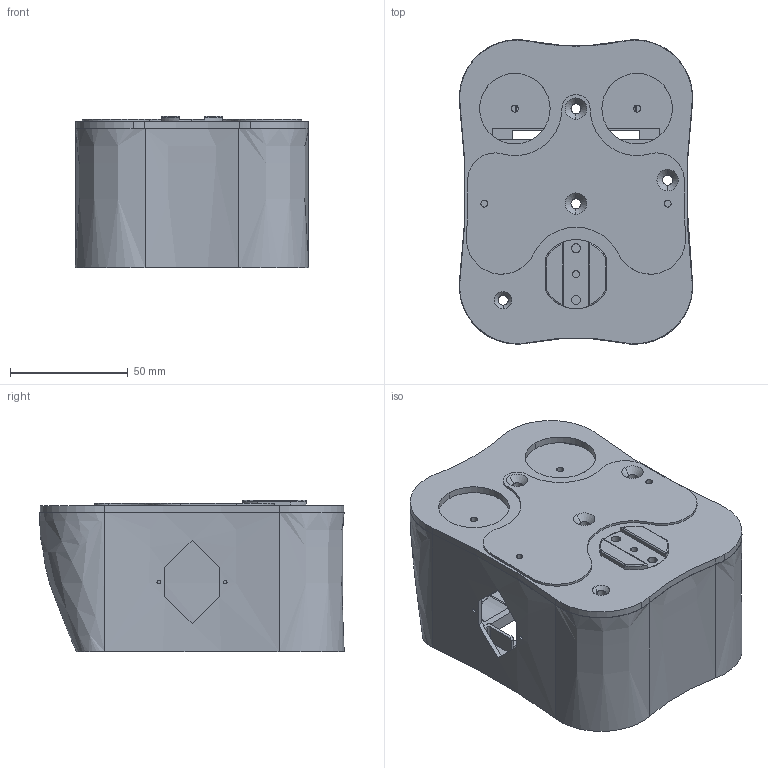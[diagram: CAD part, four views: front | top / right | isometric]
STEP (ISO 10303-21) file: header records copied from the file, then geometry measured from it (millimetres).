
FILE_DESCRIPTION (( 'STEP AP203' ), '1' );
FILE_NAME ('d1_o.STEP', '2015-02-28T01:01:57', ( '' ), ( '' ), 'SwSTEP 2.0', 'SolidWorks 2013', '' );
FILE_SCHEMA (( 'CONFIG_CONTROL_DESIGN' ));
Length unit declared in the file: millimetre
Products named in the file (1): d1_o
Bounding box: 99.29 x 129.46 x 64.35 mm (x, y, z)
Volume: 175234 mm3; surface area: 130043 mm2
Topology: 4 solids, 4 shells, 536 faces, 1504 edges, 992 vertices
Faces by surface type: cylinder 286, plane 214, cone 16, bspline 16, torus 4
Entity records: 23248 total; most frequent: CARTESIAN_POINT 8830, DIRECTION 3056, ORIENTED_EDGE 3008, EDGE_CURVE 1504, AXIS2_PLACEMENT_3D 1109, VERTEX_POINT 992, LINE 838, VECTOR 838
